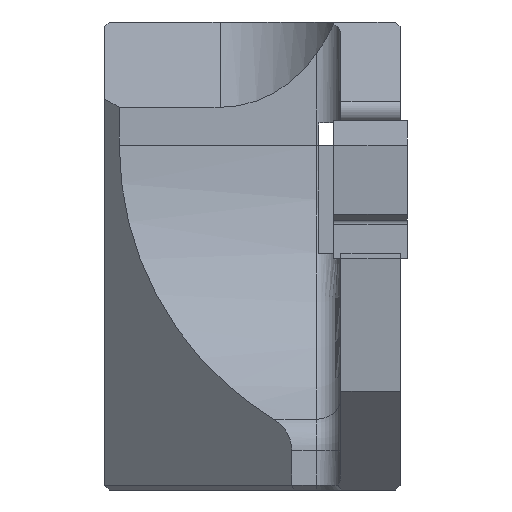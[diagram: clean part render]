
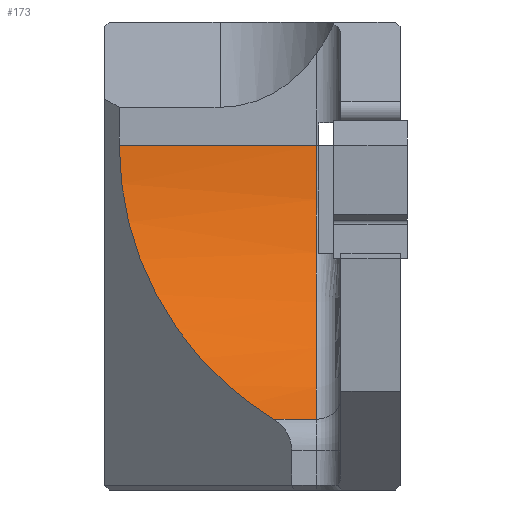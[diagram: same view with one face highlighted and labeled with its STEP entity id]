
A CAD part, left-side view. The second image highlights one B-rep face of the part: STEP entity #173.
In plain terms, the highlighted cylindrical face has radius 13 mm (diameter 26 mm), a partial arc.
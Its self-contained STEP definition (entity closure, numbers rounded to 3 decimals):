
#58=CYLINDRICAL_SURFACE('',#1546,13.);
#68=ELLIPSE('',#1501,18.385,13.);
#173=ADVANCED_FACE('',(#260),#58,.F.);
#260=FACE_OUTER_BOUND('',#342,.T.);
#342=EDGE_LOOP('',(#930,#931,#932,#933));
#400=CIRCLE('',#1545,13.);
#429=LINE('',#2054,#594);
#511=LINE('',#2270,#676);
#594=VECTOR('',#1634,1.);
#676=VECTOR('',#1812,1.);
#930=ORIENTED_EDGE('',*,*,#1300,.T.);
#931=ORIENTED_EDGE('',*,*,#1311,.T.);
#932=ORIENTED_EDGE('',*,*,#1400,.F.);
#933=ORIENTED_EDGE('',*,*,#1402,.T.);
#1173=VERTEX_POINT('',#2053);
#1174=VERTEX_POINT('',#2055);
#1182=VERTEX_POINT('',#2081);
#1241=VERTEX_POINT('',#2271);
#1300=EDGE_CURVE('',#1174,#1173,#429,.T.);
#1311=EDGE_CURVE('',#1173,#1182,#68,.T.);
#1400=EDGE_CURVE('',#1241,#1182,#511,.T.);
#1402=EDGE_CURVE('',#1241,#1174,#400,.T.);
#1501=AXIS2_PLACEMENT_3D('',#2082,#1652,#1653);
#1545=AXIS2_PLACEMENT_3D('',#2274,#1817,#1818);
#1546=AXIS2_PLACEMENT_3D('',#2275,#1819,#1820);
#1634=DIRECTION('',(0.,1.,0.));
#1652=DIRECTION('',(-0.707,0.707,0.));
#1653=DIRECTION('',(-0.707,-0.707,0.));
#1812=DIRECTION('',(0.,1.,0.));
#1817=DIRECTION('',(0.,-1.,0.));
#1818=DIRECTION('',(0.,0.,1.));
#1819=DIRECTION('',(0.,-1.,0.));
#1820=DIRECTION('',(0.,0.,-1.));
#2053=CARTESIAN_POINT('',(13.,-0.6,0.));
#2054=CARTESIAN_POINT('',(13.,23.,0.));
#2055=CARTESIAN_POINT('',(13.,-8.6,0.));
#2081=CARTESIAN_POINT('',(6.724,-6.876,-11.126));
#2082=CARTESIAN_POINT('',(0.,-13.6,0.));
#2270=CARTESIAN_POINT('',(6.724,23.,-11.126));
#2271=CARTESIAN_POINT('',(6.724,-8.6,-11.126));
#2274=CARTESIAN_POINT('',(0.,-8.6,0.));
#2275=CARTESIAN_POINT('',(0.,23.,0.));
